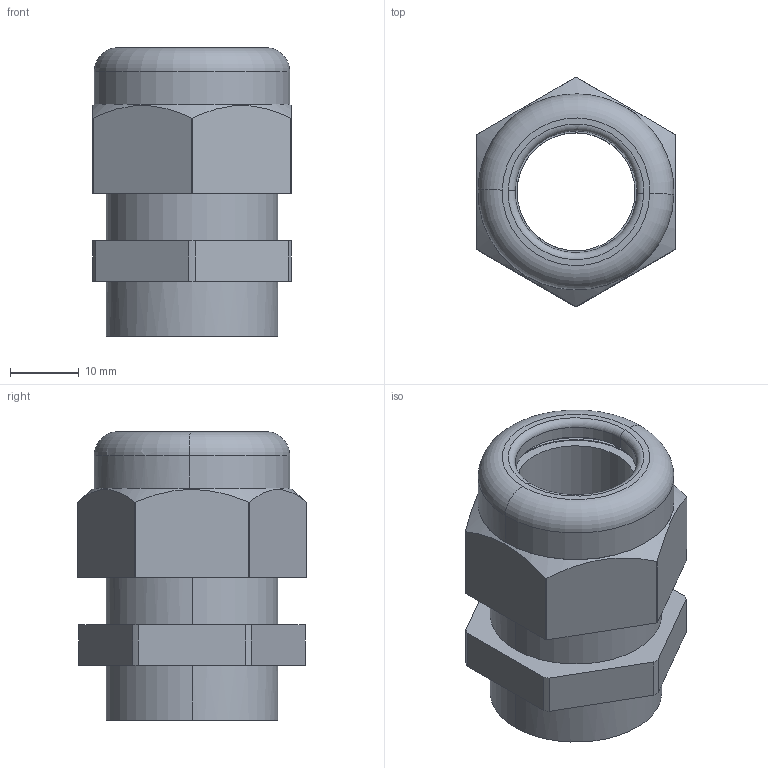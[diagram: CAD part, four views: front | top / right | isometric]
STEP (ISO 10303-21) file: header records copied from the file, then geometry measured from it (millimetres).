
FILE_DESCRIPTION(('CATIA V5 STEP Exchange','CAx-IF Rec.Pracs.--- Model Styling and Organization---1.5--- 2016-08-15','CAx-IF Rec.Pracs.---Supplemental Geometry---1.0---2011-11-01','CAx-IF Rec.Pracs.--- Composite Materials ---1.1---2010-07-15'),'2;1');
FILE_NAME ('026194-2_2', '2024-08-09T08:53:27+00:00', ('none'), ('Weidmueller'), 'CATIA Version 5-6 Release 2022 SP4 HF5', 'CATIA V5 STEP AP214 v3', 'none');
FILE_SCHEMA(('AUTOMOTIVE_DESIGN { 1 0 10303 214 1 1 1 1 }'));
Length unit declared in the file: millimetre
Products named in the file (1): VG_M25
Bounding box: 29 x 33.4 x 42.07 mm (x, y, z)
Volume: 14951.2 mm3; surface area: 11803.2 mm2
Topology: 2 solids, 2 shells, 64 faces, 150 edges, 96 vertices
Faces by surface type: cylinder 30, plane 22, torus 8, cone 4
Entity records: 2019 total; most frequent: CARTESIAN_POINT 576, ORIENTED_EDGE 300, DIRECTION 213, EDGE_CURVE 150, AXIS2_PLACEMENT_3D 108, VERTEX_POINT 96, EDGE_LOOP 74, CIRCLE 65
